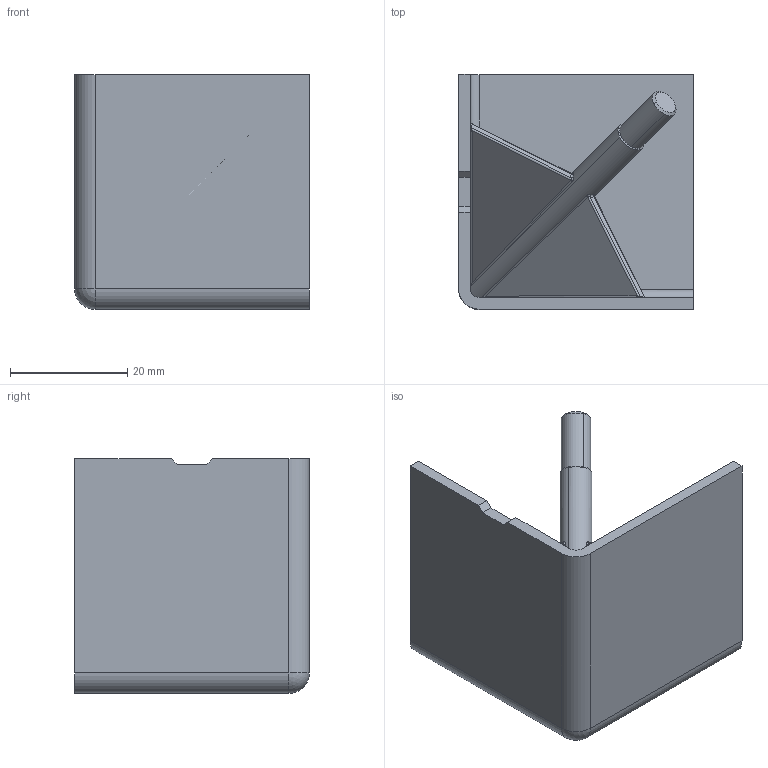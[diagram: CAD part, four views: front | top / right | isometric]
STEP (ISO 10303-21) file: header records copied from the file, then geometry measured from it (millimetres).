
FILE_DESCRIPTION((''),'2;1');
FILE_NAME('11146_POKR_KOT_VOG_40X40','2022-09-16T13:57:57',('PredragRovcanin'),('Audax d.o.o.'),'CREO PARAMETRIC BY PTC INC, 2020281','CREO PARAMETRIC BY PTC INC, 2020281','');
FILE_SCHEMA(('AUTOMOTIVE_DESIGN { 1 0 10303 214 1 1 1 1 }'));
Length unit declared in the file: millimetre
Products named in the file (1): 11146_POKR_KOT_VOG_40X40
Bounding box: 40 x 40 x 40 mm (x, y, z)
Volume: 11882.5 mm3; surface area: 11803.5 mm2
Topology: 1 solids, 1 shells, 74 faces, 193 edges, 120 vertices
Faces by surface type: cylinder 25, plane 23, bspline 18, cone 4, torus 3, sphere 1
Entity records: 4859 total; most frequent: CARTESIAN_POINT 2160, ORIENTED_EDGE 384, COLOUR_RGB 320, DIRECTION 283, PRESENTATION_STYLE_ASSIGNMENT 194, STYLED_ITEM 194, CURVE_STYLE 193, EDGE_CURVE 192
